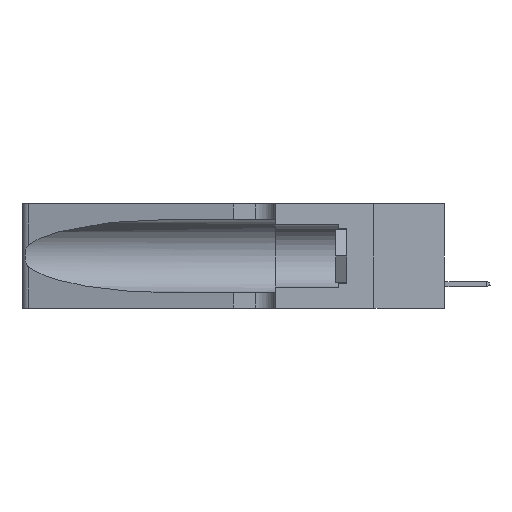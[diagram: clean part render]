
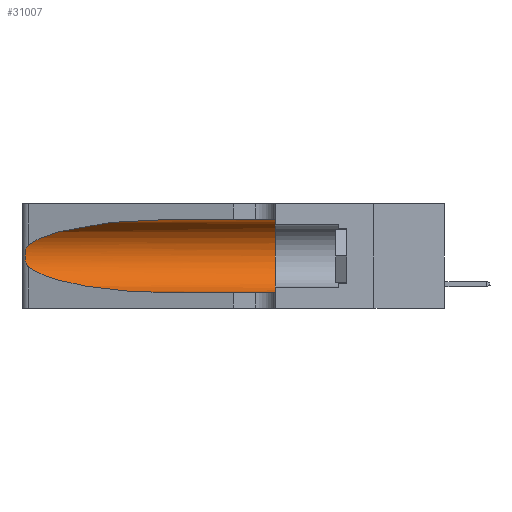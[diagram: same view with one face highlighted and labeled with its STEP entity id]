
A CAD part, left-side view. The second image highlights one B-rep face of the part: STEP entity #31007.
In plain terms, the highlighted cylindrical face has radius 3.308 mm (diameter 6.617 mm), a partial arc.
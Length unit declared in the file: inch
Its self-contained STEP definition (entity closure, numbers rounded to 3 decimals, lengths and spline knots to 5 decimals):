
#264 = CARTESIAN_POINT ( 'NONE',  ( 0.25555, 1.22993, 0.14849 ) ) ;
#1582 = CARTESIAN_POINT ( 'NONE',  ( 0.1305, 1.61858, 0.05475 ) ) ;
#1775 = CARTESIAN_POINT ( 'NONE',  ( 0.25487, 1.22718, 0.14631 ) ) ;
#2064 = EDGE_CURVE ( 'NONE', #15651, #41459, #4045, .T. ) ;
#2403 = EDGE_CURVE ( 'NONE', #30021, #15651, #35993, .T. ) ;
#2513 = DIRECTION ( 'NONE',  ( 0., -1., 0. ) ) ;
#3029 =( BOUNDED_CURVE ( )  B_SPLINE_CURVE ( 3, ( #1775, #39749, #8279, #40197 ),
 .UNSPECIFIED., .F., .F. ) 
 B_SPLINE_CURVE_WITH_KNOTS ( ( 4, 4 ),
 ( 3.44316, 4.71239 ),
 .UNSPECIFIED. ) 
 CURVE ( )  GEOMETRIC_REPRESENTATION_ITEM ( )  RATIONAL_B_SPLINE_CURVE ( ( 1., 0.87, 0.87, 1. ) ) 
 REPRESENTATION_ITEM ( '' )  );
#4045 = CIRCLE ( 'NONE', #19837, 0.13025 ) ;
#4496 = VERTEX_POINT ( 'NONE', #13455 ) ;
#6707 = ORIENTED_EDGE ( 'NONE', *, *, #2064, .F. ) ;
#7963 = VECTOR ( 'NONE', #28363, 39.37008 ) ;
#8279 = CARTESIAN_POINT ( 'NONE',  ( 0.18966, 0.96281, 0.05475 ) ) ;
#8991 = CARTESIAN_POINT ( 'NONE',  ( 0.1305, 1.61858, 0.185 ) ) ;
#10073 = CARTESIAN_POINT ( 'NONE',  ( 0.18966, 0.96281, 0.31525 ) ) ;
#12652 = B_SPLINE_CURVE_WITH_KNOTS ( 'NONE', 3,
 ( #45406, #17438, #45255, #20977, #42268, #45548, #28101, #31640, #14075, #35679, #35831, #32203, #264, #24997 ),
 .UNSPECIFIED., .F., .F.,
 ( 4, 2, 2, 2, 2, 2, 4 ),
 ( 0., 0.00027, 0.00053, 0.00107, 0.0016, 0.00187, 0.00214 ),
 .UNSPECIFIED. ) ;
#13455 = CARTESIAN_POINT ( 'NONE',  ( 0.25487, 1.22718, 0.22369 ) ) ;
#13465 = EDGE_CURVE ( 'NONE', #26536, #31219, #3029, .T. ) ;
#13743 = CARTESIAN_POINT ( 'NONE',  ( 0.2373, 1.15595, 0.28018 ) ) ;
#13822 = CARTESIAN_POINT ( 'NONE',  ( 0.1305, 0.35, 0.05475 ) ) ;
#14075 = CARTESIAN_POINT ( 'NONE',  ( 0.26017, 1.23833, 0.17102 ) ) ;
#15123 = AXIS2_PLACEMENT_3D ( 'NONE', #8991, #36938, #33140 ) ;
#15471 = CARTESIAN_POINT ( 'NONE',  ( 0.1305, 0.35, 0.185 ) ) ;
#15651 = VERTEX_POINT ( 'NONE', #19446 ) ;
#15935 = DIRECTION ( 'NONE',  ( 0., 1., 0. ) ) ;
#16687 = CARTESIAN_POINT ( 'NONE',  ( 0.25487, 1.22718, 0.22369 ) ) ;
#17438 = CARTESIAN_POINT ( 'NONE',  ( 0.25555, 1.22994, 0.2215 ) ) ;
#18854 = ORIENTED_EDGE ( 'NONE', *, *, #40658, .T. ) ;
#19446 = CARTESIAN_POINT ( 'NONE',  ( 0.1305, 0.35, 0.31525 ) ) ;
#19837 = AXIS2_PLACEMENT_3D ( 'NONE', #15471, #15935, #22902 ) ;
#20977 = CARTESIAN_POINT ( 'NONE',  ( 0.25787, 1.23484, 0.2124 ) ) ;
#21147 = CYLINDRICAL_SURFACE ( 'NONE', #15123, 0.13025 ) ;
#21613 = CARTESIAN_POINT ( 'NONE',  ( 0.25487, 1.22718, 0.14631 ) ) ;
#21896 = CARTESIAN_POINT ( 'NONE',  ( 0.1305, 1.61858, 0.31525 ) ) ;
#22902 = DIRECTION ( 'NONE',  ( 0., 0., 1. ) ) ;
#24997 = CARTESIAN_POINT ( 'NONE',  ( 0.25487, 1.22718, 0.14631 ) ) ;
#26536 = VERTEX_POINT ( 'NONE', #21613 ) ;
#26659 = VECTOR ( 'NONE', #2513, 39.37008 ) ;
#27632 = CARTESIAN_POINT ( 'NONE',  ( 0.1305, 0.72297, 0.31525 ) ) ;
#27756 = LINE ( 'NONE', #1582, #26659 ) ;
#28101 = CARTESIAN_POINT ( 'NONE',  ( 0.26075, 1.23896, 0.19203 ) ) ;
#28363 = DIRECTION ( 'NONE',  ( 0., -1., 0. ) ) ;
#29024 =( BOUNDED_CURVE ( )  B_SPLINE_CURVE ( 3, ( #27632, #10073, #13743, #16687 ),
 .UNSPECIFIED., .F., .F. ) 
 B_SPLINE_CURVE_WITH_KNOTS ( ( 4, 4 ),
 ( 1.5708, 2.84003 ),
 .UNSPECIFIED. ) 
 CURVE ( )  GEOMETRIC_REPRESENTATION_ITEM ( )  RATIONAL_B_SPLINE_CURVE ( ( 1., 0.87, 0.87, 1. ) ) 
 REPRESENTATION_ITEM ( '' )  );
#30021 = VERTEX_POINT ( 'NONE', #30296 ) ;
#30296 = CARTESIAN_POINT ( 'NONE',  ( 0.1305, 0.72297, 0.31525 ) ) ;
#31007 = ADVANCED_FACE ( 'NONE', ( #38696 ), #21147, .F. ) ;
#31219 = VERTEX_POINT ( 'NONE', #44313 ) ;
#31640 = CARTESIAN_POINT ( 'NONE',  ( 0.26075, 1.23896, 0.178 ) ) ;
#32203 = CARTESIAN_POINT ( 'NONE',  ( 0.25639, 1.23186, 0.15144 ) ) ;
#32526 = EDGE_LOOP ( 'NONE', ( #35641, #37336, #43634, #18854, #6707, #33862 ) ) ;
#33140 = DIRECTION ( 'NONE',  ( 0., 0., -1. ) ) ;
#33862 = ORIENTED_EDGE ( 'NONE', *, *, #2403, .F. ) ;
#35434 = EDGE_CURVE ( 'NONE', #30021, #4496, #29024, .T. ) ;
#35641 = ORIENTED_EDGE ( 'NONE', *, *, #35434, .T. ) ;
#35679 = CARTESIAN_POINT ( 'NONE',  ( 0.25856, 1.23593, 0.16098 ) ) ;
#35831 = CARTESIAN_POINT ( 'NONE',  ( 0.25789, 1.23486, 0.15765 ) ) ;
#35883 = EDGE_CURVE ( 'NONE', #4496, #26536, #12652, .T. ) ;
#35993 = LINE ( 'NONE', #21896, #7963 ) ;
#36938 = DIRECTION ( 'NONE',  ( 0., -1., 0. ) ) ;
#37336 = ORIENTED_EDGE ( 'NONE', *, *, #35883, .T. ) ;
#38696 = FACE_OUTER_BOUND ( 'NONE', #32526, .T. ) ;
#39749 = CARTESIAN_POINT ( 'NONE',  ( 0.2373, 1.15595, 0.08982 ) ) ;
#40197 = CARTESIAN_POINT ( 'NONE',  ( 0.1305, 0.72297, 0.05475 ) ) ;
#40658 = EDGE_CURVE ( 'NONE', #31219, #41459, #27756, .T. ) ;
#41459 = VERTEX_POINT ( 'NONE', #13822 ) ;
#42268 = CARTESIAN_POINT ( 'NONE',  ( 0.25854, 1.2359, 0.20912 ) ) ;
#43634 = ORIENTED_EDGE ( 'NONE', *, *, #13465, .T. ) ;
#44313 = CARTESIAN_POINT ( 'NONE',  ( 0.1305, 0.72297, 0.05475 ) ) ;
#45255 = CARTESIAN_POINT ( 'NONE',  ( 0.25639, 1.23184, 0.21858 ) ) ;
#45406 = CARTESIAN_POINT ( 'NONE',  ( 0.25487, 1.22718, 0.22369 ) ) ;
#45548 = CARTESIAN_POINT ( 'NONE',  ( 0.26018, 1.23835, 0.19895 ) ) ;
